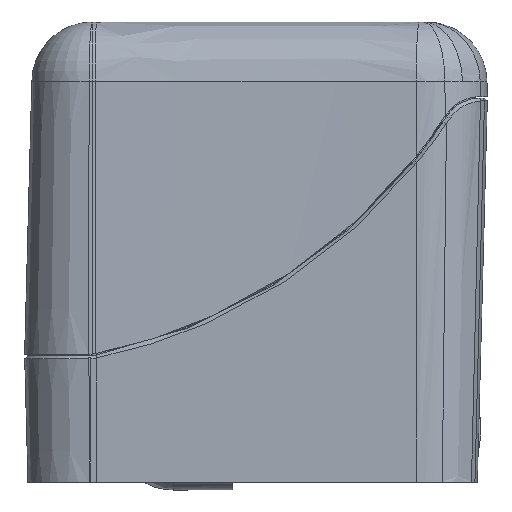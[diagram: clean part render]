
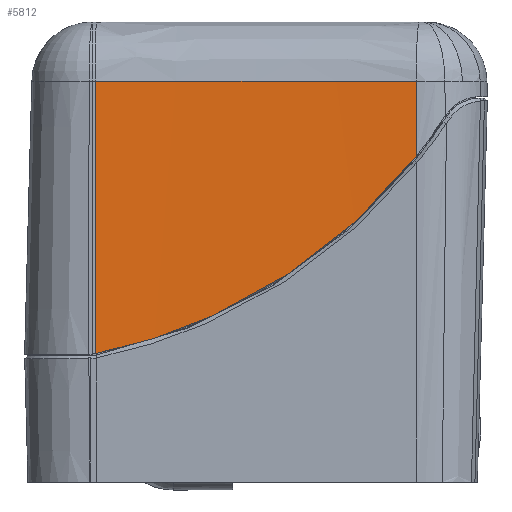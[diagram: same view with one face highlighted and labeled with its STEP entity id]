
A CAD part, left-side view. The second image highlights one B-rep face of the part: STEP entity #5812.
In plain terms, the highlighted free-form (B-spline) face has degree [1, 3] with [2, 20] control points.
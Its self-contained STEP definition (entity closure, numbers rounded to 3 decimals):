
#103 = CARTESIAN_POINT ( 'NONE',  ( -15.977, -2.434, -12.33 ) ) ;
#1025 = CARTESIAN_POINT ( 'NONE',  ( -16.458, 2.572, -34.986 ) ) ;
#1167 = CARTESIAN_POINT ( 'NONE',  ( -15.288, -7.518, 20.126 ) ) ;
#1320 = CARTESIAN_POINT ( 'NONE',  ( -15.155, 10.973, 10.569 ) ) ;
#1586 = VECTOR ( 'NONE', #2875, 1000. ) ;
#1703 = CARTESIAN_POINT ( 'NONE',  ( -16.088, -11.215, -4.226 ) ) ;
#2028 = CARTESIAN_POINT ( 'NONE',  ( -15.664, -3.826, 0.99 ) ) ;
#2723 = CARTESIAN_POINT ( 'NONE',  ( -15.9, 10.979, -17.886 ) ) ;
#2875 = DIRECTION ( 'NONE',  ( -0.026, 0., -1. ) ) ;
#3553 = CARTESIAN_POINT ( 'NONE',  ( -15.971, -1.732, -12.785 ) ) ;
#4315 = CARTESIAN_POINT ( 'NONE',  ( -16.595, -10.491, -24.937 ) ) ;
#4467 = CARTESIAN_POINT ( 'NONE',  ( -16.44, 5.666, -36.258 ) ) ;
#4551 = VERTEX_POINT ( 'NONE', #7084 ) ;
#4617 = CARTESIAN_POINT ( 'NONE',  ( -15.239, -3.274, 16.605 ) ) ;
#4932 = CARTESIAN_POINT ( 'NONE',  ( -16.088, -11.215, -4.226 ) ) ;
#5478 = CARTESIAN_POINT ( 'NONE',  ( -15.488, 3.573, 0.99 ) ) ;
#5812 = ADVANCED_FACE ( 'NONE', ( #32740 ), #8408, .T. ) ;
#6862 = CARTESIAN_POINT ( 'NONE',  ( -16.088, -11.215, -4.226 ) ) ;
#7001 = CARTESIAN_POINT ( 'NONE',  ( -15.969, -1.448, -12.962 ) ) ;
#7084 = CARTESIAN_POINT ( 'NONE',  ( -15.951, -11.222, 0.99 ) ) ;
#7774 = CARTESIAN_POINT ( 'NONE',  ( -16.578, -9.395, -26.193 ) ) ;
#7920 = CARTESIAN_POINT ( 'NONE',  ( -16.426, 8.835, -37.244 ) ) ;
#8062 = CARTESIAN_POINT ( 'NONE',  ( -15.215, -0.413, 14.859 ) ) ;
#8408 = B_SPLINE_SURFACE_WITH_KNOTS ( 'NONE', 1, 3, ( 
 ( #42143, #35204, #4315, #28424, #7774, #31874, #11215, #35349, #14705, #38826, #18181, #42278, #21640, #1025, #25108, #4467, #28570, #7920, #32027, #11355 ),
 ( #35500, #14848, #38968, #18325, #42432, #21791, #1167, #25250, #4617, #28717, #8062, #32174, #11508, #35642, #14992, #39115, #18478, #42568, #21938, #1320 ) ),
 .UNSPECIFIED., .F., .F., .F.,
 ( 2, 2 ),
 ( 4, 2, 2, 2, 2, 2, 2, 2, 2, 4 ),
 ( 0., 1. ),
 ( 0.038, 0.04, 0.041, 0.044, 0.051, 0.053, 0.054, 0.058, 0.061, 0.064 ),
 .UNSPECIFIED. ) ;
#8797 = CARTESIAN_POINT ( 'NONE',  ( -15.951, -11.222, 0.99 ) ) ;
#8940 = CARTESIAN_POINT ( 'NONE',  ( -15.406, 10.975, 0.99 ) ) ;
#10447 = CARTESIAN_POINT ( 'NONE',  ( -15.968, -1.38, -13.004 ) ) ;
#11215 = CARTESIAN_POINT ( 'NONE',  ( -16.552, -7.47, -28.171 ) ) ;
#11355 = CARTESIAN_POINT ( 'NONE',  ( -16.42, 10.983, -37.727 ) ) ;
#11508 = CARTESIAN_POINT ( 'NONE',  ( -15.204, 1.054, 14.057 ) ) ;
#11599 = DIRECTION ( 'NONE',  ( 0.026, -0.001, 1. ) ) ;
#12517 = ORIENTED_EDGE ( 'NONE', *, *, #20392, .T. ) ;
#13767 = CARTESIAN_POINT ( 'NONE',  ( -16.04, -8.134, -7.774 ) ) ;
#13919 = CARTESIAN_POINT ( 'NONE',  ( -15.951, 0.617, -14.235 ) ) ;
#14705 = CARTESIAN_POINT ( 'NONE',  ( -16.503, -3.239, -31.691 ) ) ;
#14848 = CARTESIAN_POINT ( 'NONE',  ( -15.338, -10.907, 23.791 ) ) ;
#14992 = CARTESIAN_POINT ( 'NONE',  ( -15.187, 3.567, 12.857 ) ) ;
#16325 = VECTOR ( 'NONE', #11599, 1000. ) ;
#17253 = CARTESIAN_POINT ( 'NONE',  ( -16.001, -4.793, -10.646 ) ) ;
#17400 = CARTESIAN_POINT ( 'NONE',  ( -15.914, 6.796, -16.857 ) ) ;
#17419 = LINE ( 'NONE', #1703, #16325 ) ;
#18181 = CARTESIAN_POINT ( 'NONE',  ( -16.479, -0.384, -33.437 ) ) ;
#18325 = CARTESIAN_POINT ( 'NONE',  ( -15.32, -9.822, 22.516 ) ) ;
#18478 = CARTESIAN_POINT ( 'NONE',  ( -15.17, 6.7, 11.678 ) ) ;
#20392 = EDGE_CURVE ( 'NONE', #37168, #42374, #20990, .T. ) ;
#20726 = CARTESIAN_POINT ( 'NONE',  ( -15.983, -3.081, -11.894 ) ) ;
#20883 = CARTESIAN_POINT ( 'NONE',  ( -15.9, 10.979, -17.886 ) ) ;
#20990 = LINE ( 'NONE', #2723, #1586 ) ;
#21640 = CARTESIAN_POINT ( 'NONE',  ( -16.468, 1.08, -34.239 ) ) ;
#21791 = CARTESIAN_POINT ( 'NONE',  ( -15.298, -8.31, 20.895 ) ) ;
#21938 = CARTESIAN_POINT ( 'NONE',  ( -15.158, 9.892, 10.787 ) ) ;
#22651 = CARTESIAN_POINT ( 'NONE',  ( -15.786, -7.525, 0.99 ) ) ;
#24192 = CARTESIAN_POINT ( 'NONE',  ( -15.974, -2.11, -12.543 ) ) ;
#24827 = ORIENTED_EDGE ( 'NONE', *, *, #26426, .T. ) ;
#25108 = CARTESIAN_POINT ( 'NONE',  ( -16.451, 3.589, -35.44 ) ) ;
#25250 = CARTESIAN_POINT ( 'NONE',  ( -15.258, -5.047, 17.927 ) ) ;
#26127 = CARTESIAN_POINT ( 'NONE',  ( -15.614, -1.976, 0.99 ) ) ;
#26426 = EDGE_CURVE ( 'NONE', #35847, #4551, #17419, .T. ) ;
#27089 = CARTESIAN_POINT ( 'NONE',  ( -15.406, 10.975, 0.99 ) ) ;
#27637 = CARTESIAN_POINT ( 'NONE',  ( -15.969, -1.543, -12.903 ) ) ;
#28424 = CARTESIAN_POINT ( 'NONE',  ( -16.584, -9.766, -25.781 ) ) ;
#28570 = CARTESIAN_POINT ( 'NONE',  ( -16.435, 6.716, -36.619 ) ) ;
#28717 = CARTESIAN_POINT ( 'NONE',  ( -15.219, -0.896, 15.142 ) ) ;
#28837 = B_SPLINE_CURVE_WITH_KNOTS ( 'NONE', 3,
 ( #8797, #39852, #22651, #2028, #26127, #5478, #29588, #8940 ),
 .UNSPECIFIED., .F., .F.,
 ( 4, 2, 2, 4 ),
 ( 0., 0.006, 0.011, 0.022 ),
 .UNSPECIFIED. ) ;
#29365 = EDGE_LOOP ( 'NONE', ( #24827, #32942, #12517, #39478 ) ) ;
#29588 = CARTESIAN_POINT ( 'NONE',  ( -15.436, 7.274, 0.99 ) ) ;
#31108 = CARTESIAN_POINT ( 'NONE',  ( -15.968, -1.407, -12.987 ) ) ;
#31874 = CARTESIAN_POINT ( 'NONE',  ( -16.562, -8.259, -27.402 ) ) ;
#32027 = CARTESIAN_POINT ( 'NONE',  ( -16.423, 9.904, -37.509 ) ) ;
#32174 = CARTESIAN_POINT ( 'NONE',  ( -15.207, 0.561, 14.317 ) ) ;
#32740 = FACE_OUTER_BOUND ( 'NONE', #29365, .T. ) ;
#32942 = ORIENTED_EDGE ( 'NONE', *, *, #38798, .T. ) ;
#34566 = CARTESIAN_POINT ( 'NONE',  ( -15.968, -1.369, -13.011 ) ) ;
#35204 = CARTESIAN_POINT ( 'NONE',  ( -16.601, -10.846, -24.505 ) ) ;
#35349 = CARTESIAN_POINT ( 'NONE',  ( -16.522, -5.007, -30.37 ) ) ;
#35500 = CARTESIAN_POINT ( 'NONE',  ( -15.344, -11.253, 24.229 ) ) ;
#35642 = CARTESIAN_POINT ( 'NONE',  ( -15.193, 2.549, 13.311 ) ) ;
#35847 = VERTEX_POINT ( 'NONE', #4932 ) ;
#36823 = CARTESIAN_POINT ( 'NONE',  ( -15.9, 10.979, -17.886 ) ) ;
#37168 = VERTEX_POINT ( 'NONE', #27089 ) ;
#37901 = CARTESIAN_POINT ( 'NONE',  ( -16.01, -5.64, -9.967 ) ) ;
#38045 = CARTESIAN_POINT ( 'NONE',  ( -15.937, 2.658, -15.242 ) ) ;
#38798 = EDGE_CURVE ( 'NONE', #4551, #37168, #28837, .T. ) ;
#38826 = CARTESIAN_POINT ( 'NONE',  ( -16.483, -0.866, -33.155 ) ) ;
#38968 = CARTESIAN_POINT ( 'NONE',  ( -15.332, -10.551, 23.359 ) ) ;
#39044 = B_SPLINE_CURVE_WITH_KNOTS ( 'NONE', 3,
 ( #6862, #44704, #13767, #37901, #17253, #41365, #20726, #103, #24192, #3553, #27637, #7001, #31108, #10447, #34566, #13919, #38045, #17400, #41513, #20883 ),
 .UNSPECIFIED., .F., .F.,
 ( 4, 2, 2, 2, 1, 1, 1, 1, 2, 2, 2, 4 ),
 ( 0., 0.25, 0.375, 0.438, 0.469, 0.484, 0.492, 0.496, 0.498, 0.5, 0.75, 1. ),
 .UNSPECIFIED. ) ;
#39115 = CARTESIAN_POINT ( 'NONE',  ( -15.175, 5.647, 12.039 ) ) ;
#39478 = ORIENTED_EDGE ( 'NONE', *, *, #42094, .F. ) ;
#39852 = CARTESIAN_POINT ( 'NONE',  ( -15.858, -9.374, 0.99 ) ) ;
#41365 = CARTESIAN_POINT ( 'NONE',  ( -15.988, -3.511, -11.591 ) ) ;
#41513 = CARTESIAN_POINT ( 'NONE',  ( -15.906, 8.893, -17.465 ) ) ;
#42094 = EDGE_CURVE ( 'NONE', #35847, #42374, #39044, .T. ) ;
#42143 = CARTESIAN_POINT ( 'NONE',  ( -16.607, -11.189, -24.068 ) ) ;
#42278 = CARTESIAN_POINT ( 'NONE',  ( -16.472, 0.589, -33.979 ) ) ;
#42374 = VERTEX_POINT ( 'NONE', #36823 ) ;
#42432 = CARTESIAN_POINT ( 'NONE',  ( -15.315, -9.45, 22.104 ) ) ;
#42568 = CARTESIAN_POINT ( 'NONE',  ( -15.162, 8.822, 11.052 ) ) ;
#44704 = CARTESIAN_POINT ( 'NONE',  ( -16.063, -9.736, -6.106 ) ) ;
